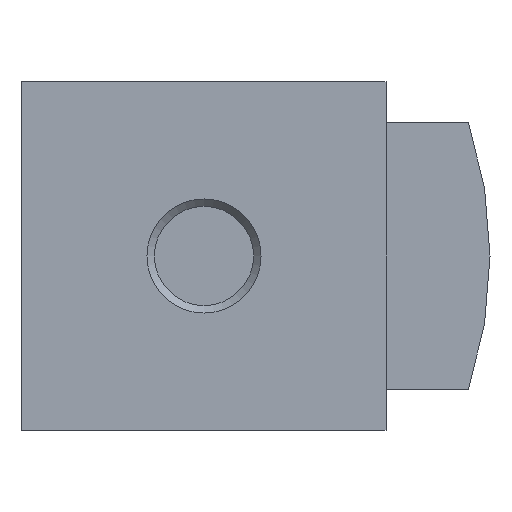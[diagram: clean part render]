
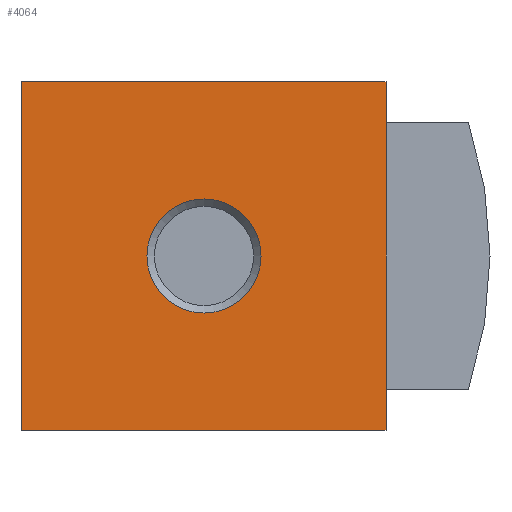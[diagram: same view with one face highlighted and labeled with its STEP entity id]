
A CAD part, front view. The second image highlights one B-rep face of the part: STEP entity #4064.
In plain terms, the highlighted planar face has unit normal (0, -1, 0).
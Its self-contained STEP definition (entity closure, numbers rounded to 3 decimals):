
#111=PLANE('',#4367);
#260=LINE('',#5833,#742);
#366=LINE('',#6055,#848);
#381=LINE('',#6093,#863);
#427=LINE('',#6211,#909);
#742=VECTOR('',#4628,1000.);
#848=VECTOR('',#4800,1000.);
#863=VECTOR('',#4829,1000.);
#909=VECTOR('',#4917,1000.);
#1719=ORIENTED_EDGE('',*,*,#2741,.F.);
#1720=ORIENTED_EDGE('',*,*,#2412,.F.);
#1721=ORIENTED_EDGE('',*,*,#2526,.F.);
#1722=ORIENTED_EDGE('',*,*,#2605,.F.);
#1723=ORIENTED_EDGE('',*,*,#2546,.F.);
#2412=EDGE_CURVE('',#2995,#2996,#260,.T.);
#2526=EDGE_CURVE('',#3078,#2995,#366,.T.);
#2546=EDGE_CURVE('',#2996,#3095,#381,.T.);
#2605=EDGE_CURVE('',#3095,#3078,#427,.T.);
#2741=EDGE_CURVE('',#3254,#3254,#3398,.T.);
#2995=VERTEX_POINT('',#5832);
#2996=VERTEX_POINT('',#5834);
#3078=VERTEX_POINT('',#6054);
#3095=VERTEX_POINT('',#6094);
#3254=VERTEX_POINT('',#6482);
#3398=CIRCLE('',#4368,6.579);
#3513=EDGE_LOOP('',(#1719));
#3514=EDGE_LOOP('',(#1720,#1721,#1722,#1723));
#3771=FACE_BOUND('',#3513,.T.);
#3772=FACE_BOUND('',#3514,.T.);
#4064=ADVANCED_FACE('',(#3771,#3772),#111,.F.);
#4367=AXIS2_PLACEMENT_3D('',#6480,#5140,#5141);
#4368=AXIS2_PLACEMENT_3D('',#6481,#5142,#5143);
#4628=DIRECTION('',(0.,0.,1.));
#4800=DIRECTION('',(-1.,0.,0.));
#4829=DIRECTION('',(1.,0.,0.));
#4917=DIRECTION('',(0.,0.,-1.));
#5140=DIRECTION('',(0.,1.,0.));
#5141=DIRECTION('',(0.,0.,1.));
#5142=DIRECTION('',(0.,-1.,0.));
#5143=DIRECTION('',(0.,0.,-1.));
#5832=CARTESIAN_POINT('',(-21.,-31.5,-20.1));
#5833=CARTESIAN_POINT('',(-21.,-31.5,-20.1));
#5834=CARTESIAN_POINT('',(-21.,-31.5,20.1));
#6054=CARTESIAN_POINT('',(21.,-31.5,-20.1));
#6055=CARTESIAN_POINT('',(21.,-31.5,-20.1));
#6093=CARTESIAN_POINT('',(-21.,-31.5,20.1));
#6094=CARTESIAN_POINT('',(21.,-31.5,20.1));
#6211=CARTESIAN_POINT('',(21.,-31.5,20.1));
#6480=CARTESIAN_POINT('',(0.,-31.5,0.));
#6481=CARTESIAN_POINT('',(0.,-31.5,0.));
#6482=CARTESIAN_POINT('',(0.,-31.5,-6.579));
